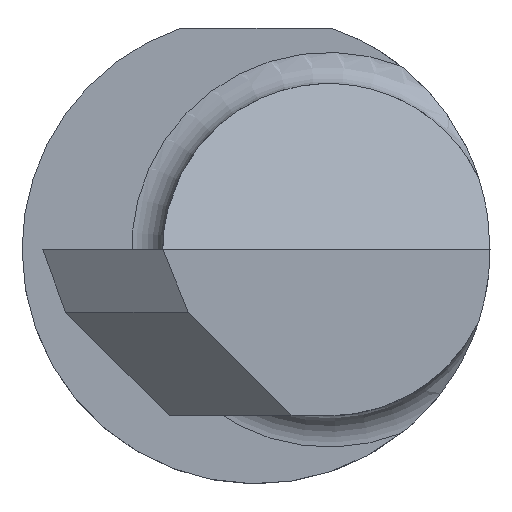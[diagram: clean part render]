
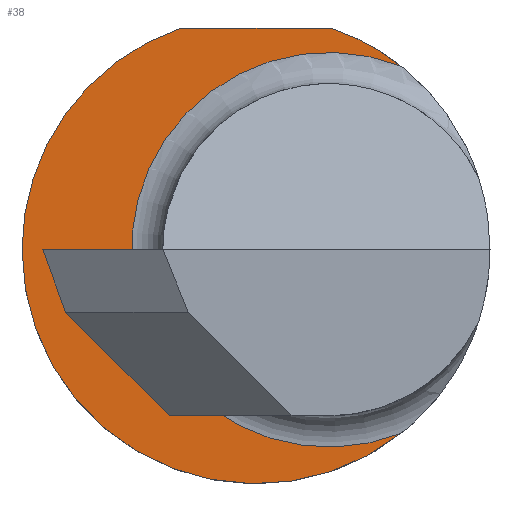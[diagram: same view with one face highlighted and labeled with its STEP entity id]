
A CAD part, left-side view. The second image highlights one B-rep face of the part: STEP entity #38.
In plain terms, the highlighted planar face has unit normal (-1, 0, 0).
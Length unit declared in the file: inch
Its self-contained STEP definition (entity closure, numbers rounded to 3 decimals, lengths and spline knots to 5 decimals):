
#1 = AXIS2_PLACEMENT_3D ( 'NONE', #853, #170, #717 ) ;
#35 = EDGE_CURVE ( 'NONE', #219, #681, #520, .T. ) ;
#38 = ADVANCED_FACE ( 'NONE', ( #854 ), #244, .T. ) ;
#65 = DIRECTION ( 'NONE',  ( 1., 0., 0. ) ) ;
#79 = DIRECTION ( 'NONE',  ( 0., 1., 0. ) ) ;
#103 = EDGE_LOOP ( 'NONE', ( #475, #644, #532, #364, #359 ) ) ;
#110 = DIRECTION ( 'NONE',  ( 0., -1., 0. ) ) ;
#115 = CIRCLE ( 'NONE', #169, 0.18735 ) ;
#126 = CARTESIAN_POINT ( 'NONE',  ( -1.65, 0., 0. ) ) ;
#135 = AXIS2_PLACEMENT_3D ( 'NONE', #728, #714, #586 ) ;
#146 = CARTESIAN_POINT ( 'NONE',  ( -1.65, 0.06039, 0.17735 ) ) ;
#169 = AXIS2_PLACEMENT_3D ( 'NONE', #407, #477, #467 ) ;
#170 = DIRECTION ( 'NONE',  ( 1., 0., 0. ) ) ;
#188 = CARTESIAN_POINT ( 'NONE',  ( -1.65, -0.11603, 0.1471 ) ) ;
#190 = AXIS2_PLACEMENT_3D ( 'NONE', #126, #65, #873 ) ;
#203 = AXIS2_PLACEMENT_3D ( 'NONE', #857, #580, #110 ) ;
#219 = VERTEX_POINT ( 'NONE', #188 ) ;
#230 = EDGE_CURVE ( 'NONE', #681, #649, #577, .T. ) ;
#244 = PLANE ( 'NONE',  #203 ) ;
#252 = CARTESIAN_POINT ( 'NONE',  ( -1.65, 0.18735, 0. ) ) ;
#329 = LINE ( 'NONE', #474, #675 ) ;
#337 = EDGE_CURVE ( 'NONE', #435, #874, #329, .T. ) ;
#349 = CARTESIAN_POINT ( 'NONE',  ( -1.65, -0.06039, 0.17735 ) ) ;
#359 = ORIENTED_EDGE ( 'NONE', *, *, #230, .F. ) ;
#364 = ORIENTED_EDGE ( 'NONE', *, *, #558, .F. ) ;
#396 = CIRCLE ( 'NONE', #1, 0.18735 ) ;
#407 = CARTESIAN_POINT ( 'NONE',  ( -1.65, 0., 0. ) ) ;
#435 = VERTEX_POINT ( 'NONE', #349 ) ;
#467 = DIRECTION ( 'NONE',  ( 0., -1., 0. ) ) ;
#474 = CARTESIAN_POINT ( 'NONE',  ( -1.65, 0.21235, 0.17735 ) ) ;
#475 = ORIENTED_EDGE ( 'NONE', *, *, #35, .F. ) ;
#477 = DIRECTION ( 'NONE',  ( 1., 0., 0. ) ) ;
#520 = CIRCLE ( 'NONE', #135, 0.158 ) ;
#532 = ORIENTED_EDGE ( 'NONE', *, *, #337, .T. ) ;
#558 = EDGE_CURVE ( 'NONE', #649, #874, #396, .T. ) ;
#577 = CIRCLE ( 'NONE', #190, 0.18735 ) ;
#580 = DIRECTION ( 'NONE',  ( -1., 0., 0. ) ) ;
#586 = DIRECTION ( 'NONE',  ( 0., -1., 0. ) ) ;
#644 = ORIENTED_EDGE ( 'NONE', *, *, #821, .F. ) ;
#649 = VERTEX_POINT ( 'NONE', #252 ) ;
#675 = VECTOR ( 'NONE', #79, 39.37008 ) ;
#681 = VERTEX_POINT ( 'NONE', #848 ) ;
#714 = DIRECTION ( 'NONE',  ( -1., 0., 0. ) ) ;
#717 = DIRECTION ( 'NONE',  ( 0., -1., 0. ) ) ;
#728 = CARTESIAN_POINT ( 'NONE',  ( -1.65, -0.05835, 0. ) ) ;
#821 = EDGE_CURVE ( 'NONE', #435, #219, #115, .T. ) ;
#848 = CARTESIAN_POINT ( 'NONE',  ( -1.65, -0.11603, -0.1471 ) ) ;
#853 = CARTESIAN_POINT ( 'NONE',  ( -1.65, 0., 0. ) ) ;
#854 = FACE_OUTER_BOUND ( 'NONE', #103, .T. ) ;
#857 = CARTESIAN_POINT ( 'NONE',  ( -1.65, 0.18735, 0. ) ) ;
#873 = DIRECTION ( 'NONE',  ( 0., -1., 0. ) ) ;
#874 = VERTEX_POINT ( 'NONE', #146 ) ;
